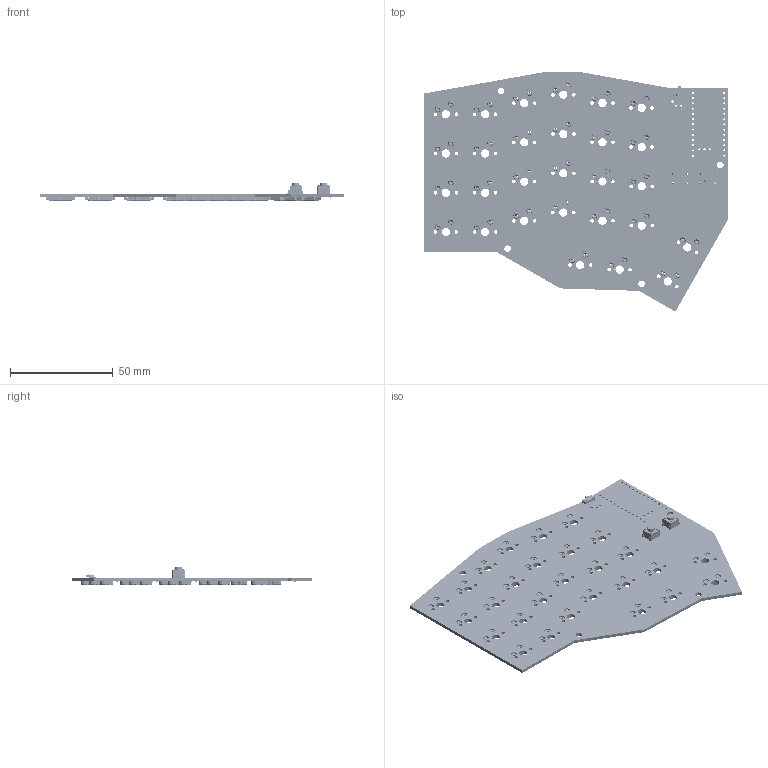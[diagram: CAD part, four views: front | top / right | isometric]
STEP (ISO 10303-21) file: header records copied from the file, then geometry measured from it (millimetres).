
FILE_DESCRIPTION(('KiCad electronic assembly'),'2;1');
FILE_NAME('PCB_g.step','2025-03-08T11:22:09',('Pcbnew'),('Kicad'), 'Open CASCADE STEP processor 7.8','KiCad to STEP converter','Unknown' );
FILE_SCHEMA(('AUTOMOTIVE_DESIGN { 1 0 10303 214 1 1 1 1 }'));
Length unit declared in the file: millimetre
Products named in the file (10): PCB_g 1; SW_PUSH_6mm_H5mm; SW_PUSH_6mm_h5mm; SW_SPDT_PCM12; Fusion_sp; D_SOD-523; D_SOD_523; HS_CPG151101S11_MX; Kailh Hotswap v2; PCB_g_PCB
Assembly tree (64 placements, depth 3):
  PCB_g 1
    SW_PUSH_6mm_H5mm  x2
      SW_PUSH_6mm_h5mm
    SW_SPDT_PCM12
      Fusion_sp
    D_SOD-523  x28
      D_SOD_523
    HS_CPG151101S11_MX  x28
      Kailh Hotswap v2
    PCB_g_PCB
Bounding box: 147.7 x 116.19 x 8.52 mm (x, y, z)
Volume: 23443.3 mm3; surface area: 37603.7 mm2
Topology: 116 solids, 116 shells, 13487 faces, 33224 edges, 20374 vertices
Faces by surface type: plane 8080, cylinder 2939, bspline 1904, torus 282, cone 282
Full cylindrical faces by diameter (mm): 0.8 x2, 0.9 x2, 1 x39, 1.1 x8, 1.2 x1, 1.75 x56, 2.9 x56, 3 x56, 3.2 x4, 3.5 x2, 3.988 x28
Entity records: 31872 total; most frequent: CARTESIAN_POINT 6389, ORIENTED_EDGE 4712, DIRECTION 4689, EDGE_CURVE 2356, AXIS2_PLACEMENT_3D 1564, LINE 1561, VECTOR 1561, VERTEX_POINT 1484
